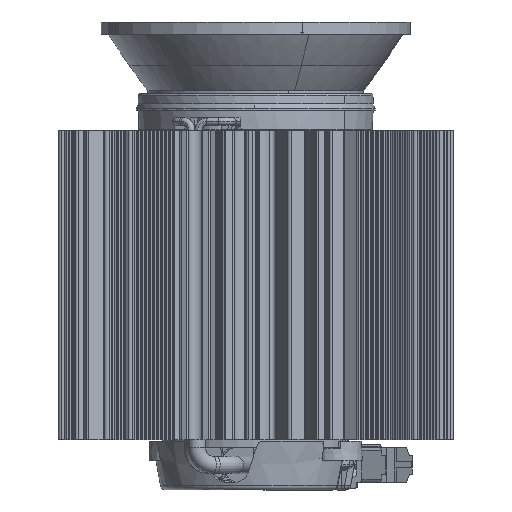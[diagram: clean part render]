
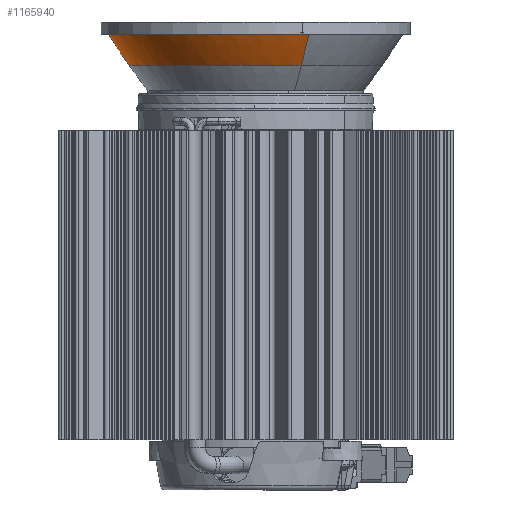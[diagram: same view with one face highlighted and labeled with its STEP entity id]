
A CAD part, front view. The second image highlights one B-rep face of the part: STEP entity #1165940.
In plain terms, the highlighted toroidal (fillet/blend) face has major radius 102.407 mm and minor radius 150 mm.
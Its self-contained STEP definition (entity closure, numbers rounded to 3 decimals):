
#1112120=CARTESIAN_POINT('',(0.,15.,0.));
#1112130=DIRECTION('',(0.,-1.,0.));
#1112140=DIRECTION('',(1.,0.,0.));
#1112150=AXIS2_PLACEMENT_3D('',#1112120,#1112130,#1112140);
#1112160=CIRCLE('',#1112150,23.8);
#1112190=CARTESIAN_POINT('',(23.753,15.,
-1.494));
#1112200=VERTEX_POINT('',#1112190);
#1112230=CARTESIAN_POINT('',(-23.753,15.,
1.494));
#1112240=VERTEX_POINT('',#1112230);
#1112250=EDGE_CURVE('',#1112200,#1112240,#1112160,.T.);
#1113790=CARTESIAN_POINT('',(20.404,10.,
-1.284));
#1113800=VERTEX_POINT('',#1113790);
#1114030=CARTESIAN_POINT('',(-20.404,10.,
1.284));
#1114040=VERTEX_POINT('',#1114030);
#1114070=CARTESIAN_POINT('',(0.,10.,0.));
#1114080=DIRECTION('',(0.,-1.,0.));
#1114090=DIRECTION('',(1.,0.,
0.));
#1114100=AXIS2_PLACEMENT_3D('',#1114070,#1114080,#1114090);
#1114110=CIRCLE('',#1114100,20.445);
#1114120=CARTESIAN_POINT('',(20.445,10.,
0.));
#1114130=VERTEX_POINT('',#1114120);
#1114140=EDGE_CURVE('',#1114130,#1114040,#1114110,.T.);
#1114160=EDGE_CURVE('',#1113800,#1114130,#1114110,.T.);
#1133950=CARTESIAN_POINT('',(102.205,96.066,
-6.429));
#1133960=DIRECTION('',(0.063,0.,
0.998));
#1133970=DIRECTION('',(0.998,0.,
-0.063));
#1133980=AXIS2_PLACEMENT_3D('',#1133950,#1133960,#1133970);
#1133990=CIRCLE('',#1133980,150.);
#1134000=EDGE_CURVE('',#1112240,#1114040,#1133990,.T.);
#1134040=CARTESIAN_POINT('',(-102.205,96.066,
6.429));
#1134050=DIRECTION('',(-0.063,0.,
-0.998));
#1134060=DIRECTION('',(-0.998,0.,
0.063));
#1134070=AXIS2_PLACEMENT_3D('',#1134040,#1134050,#1134060);
#1134080=CIRCLE('',#1134070,150.);
#1134090=EDGE_CURVE('',#1112200,#1113800,#1134080,.T.);
#1165820=CARTESIAN_POINT('',(0.,96.066,
0.));
#1165830=DIRECTION('',(0.,1.,0.));
#1165840=DIRECTION('',(0.998,0.,
-0.063));
#1165850=AXIS2_PLACEMENT_3D('',#1165820,#1165830,#1165840);
#1165860=DEGENERATE_TOROIDAL_SURFACE('',#1165850,102.407,
150.,.F.);
#1165870=ORIENTED_EDGE('',*,*,#1114140,.F.);
#1165880=ORIENTED_EDGE('',*,*,#1134000,.T.);
#1165890=ORIENTED_EDGE('',*,*,#1112250,.T.);
#1165900=ORIENTED_EDGE('',*,*,#1134090,.F.);
#1165910=ORIENTED_EDGE('',*,*,#1114160,.F.);
#1165920=EDGE_LOOP('',(#1165910,#1165900,#1165890,#1165880,#1165870));
#1165930=FACE_OUTER_BOUND('',#1165920,.T.);
#1165940=ADVANCED_FACE('',(#1165930),#1165860,.F.);
